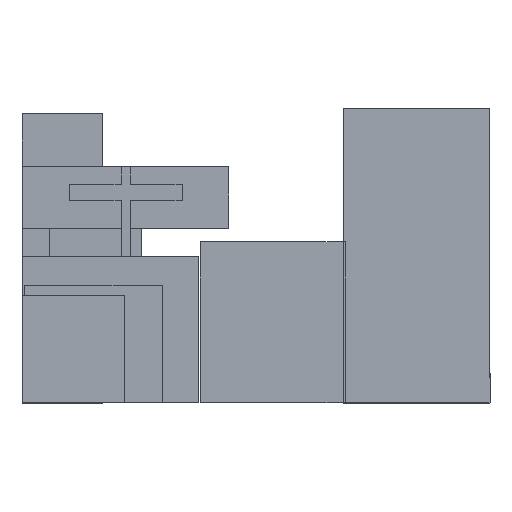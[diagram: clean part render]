
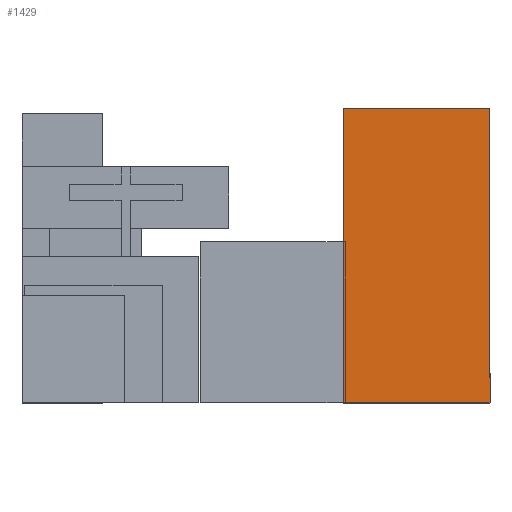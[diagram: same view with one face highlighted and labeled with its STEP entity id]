
A CAD part, top view. The second image highlights one B-rep face of the part: STEP entity #1429.
In plain terms, the highlighted face is planar.
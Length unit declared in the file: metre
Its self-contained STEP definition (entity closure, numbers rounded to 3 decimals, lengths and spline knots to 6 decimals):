
#151=FACE_OUTER_BOUND('',#237,.T.);
#237=EDGE_LOOP('',(#1145,#1146,#1147,#1148));
#377=LINE('',#2333,#557);
#378=LINE('',#2335,#558);
#379=LINE('',#2337,#559);
#380=LINE('',#2338,#560);
#557=VECTOR('',#1930,0.01);
#558=VECTOR('',#1931,0.01);
#559=VECTOR('',#1932,0.01);
#560=VECTOR('',#1933,0.01);
#701=VERTEX_POINT('',#2331);
#702=VERTEX_POINT('',#2332);
#703=VERTEX_POINT('',#2334);
#704=VERTEX_POINT('',#2336);
#857=EDGE_CURVE('',#701,#702,#377,.T.);
#858=EDGE_CURVE('',#701,#703,#378,.T.);
#859=EDGE_CURVE('',#704,#703,#379,.T.);
#860=EDGE_CURVE('',#702,#704,#380,.T.);
#1145=ORIENTED_EDGE('',*,*,#857,.F.);
#1146=ORIENTED_EDGE('',*,*,#858,.T.);
#1147=ORIENTED_EDGE('',*,*,#859,.F.);
#1148=ORIENTED_EDGE('',*,*,#860,.F.);
#1343=PLANE('',#1649);
#1429=ADVANCED_FACE('',(#151),#1343,.T.);
#1649=AXIS2_PLACEMENT_3D('',#2330,#1928,#1929);
#1928=DIRECTION('center_axis',(-1.,0.,0.));
#1929=DIRECTION('ref_axis',(0.,0.,
1.));
#1930=DIRECTION('',(0.,0.,-1.));
#1931=DIRECTION('',(0.,1.,0.));
#1932=DIRECTION('',(0.,0.,1.));
#1933=DIRECTION('',(0.,1.,0.));
#2330=CARTESIAN_POINT('Origin',(-0.031,0.,
0.));
#2331=CARTESIAN_POINT('',(-0.031,0.,0.91));
#2332=CARTESIAN_POINT('',(-0.031,0.,0.));
#2333=CARTESIAN_POINT('',(-0.031,0.,0.91));
#2334=CARTESIAN_POINT('',(-0.031,1.83,0.91));
#2335=CARTESIAN_POINT('',(-0.031,0.,0.91));
#2336=CARTESIAN_POINT('',(-0.031,1.83,0.));
#2337=CARTESIAN_POINT('',(-0.031,1.83,0.91));
#2338=CARTESIAN_POINT('',(-0.031,0.,0.));
